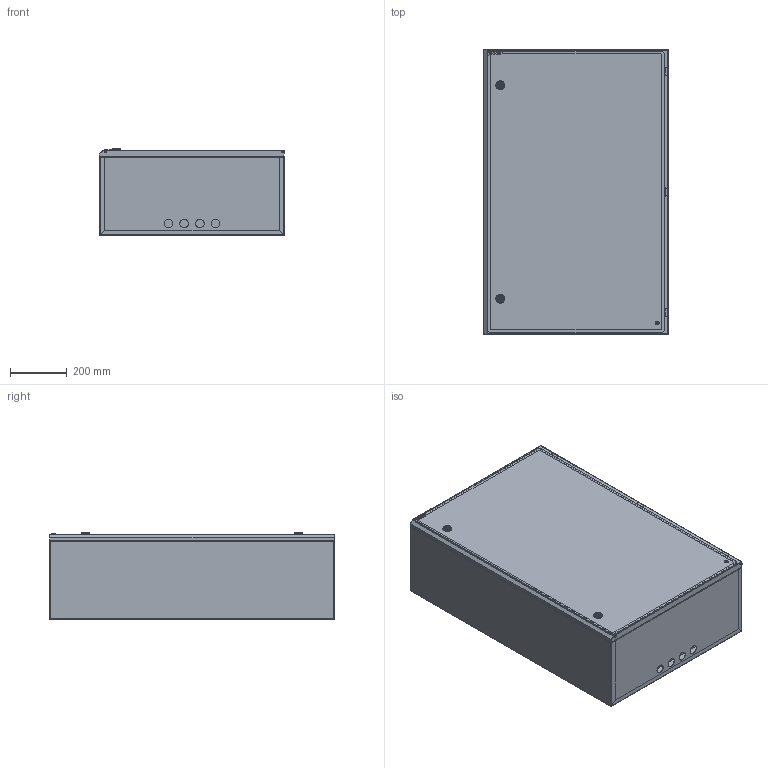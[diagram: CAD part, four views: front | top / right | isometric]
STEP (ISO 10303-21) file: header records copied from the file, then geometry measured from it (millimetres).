
FILE_DESCRIPTION (( 'STEP AP214' ), '1' );
FILE_NAME ('ÙÌÏã-100õ65õ30 ÌÈ-460.00.00.000 ÑÁ.STEP', '2017-08-30T12:36:42', ( 'Admin' ), ( '' ), 'SwSTEP 2.0', 'SolidWorks 2017', '' );
FILE_SCHEMA (( 'AUTOMOTIVE_DESIGN' ));
Length unit declared in the file: millimetre
Products named in the file (19): Íàâåñêà íà êîðïóñ ïîä êëåïêó; ÌÈ-460.00.00.001 Ïàíåëü ìîíòàæíàÿ; hex flange nut_din_Hexagon Flange Nut DIN 6923 - M6 - N; ÌÈ-460.02.00.000 Äâåðü â ñáîðå; 呧蜦 3D; Ïåòëÿ íà äâåðü ï-îáðàçíàÿ; Çàìîê áîëüøîé; ÓÊíà äâåðü; ﾌﾈ-460.02.00.001 ﾄ粢; ÌÈ-460.01.00.000 Êîðïóñ â ñáîðå; ÌÈ-460.01.00.002 Ñòåíêà íèæíÿÿ; ÌÈ-460.01.00.001 Ñòåíêà âåðõíÿÿ; ÌÈ-460.01.01.000 Ñòåíêà çàäíÿÿ â ñáîðå ; Øïèëüêà Ì6õ12; Øïèëüêà ïðèâàðíàÿ Ì6õ20 DIN 13918; ÌÈ-460.01.01.001 Ñòåíêà çàäíÿÿ; ÙÌÏã-100õ65õ30 ÌÈ-460.00.00.000 ÑÁ; split pin_din_DIN 94-4x56-C-St; rivet 02_din_DIN 660-5x8-St-A-2
Assembly tree (43 placements, depth 4):
  ÙÌÏã-100õ65õ30 ÌÈ-460.00.00.000 ÑÁ
    ÌÈ-460.01.00.000 Êîðïóñ â ñáîðå
      ÌÈ-460.01.01.000 Ñòåíêà çàäíÿÿ â ñáîðå 
        ÌÈ-460.01.01.001 Ñòåíêà çàäíÿÿ
        Øïèëüêà ïðèâàðíàÿ Ì6õ20 DIN 13918  x6
        Øïèëüêà Ì6õ12
      ÌÈ-460.01.00.001 Ñòåíêà âåðõíÿÿ
      ÌÈ-460.01.00.002 Ñòåíêà íèæíÿÿ
    ÌÈ-460.02.00.000 Äâåðü â ñáîðå
      ﾌﾈ-460.02.00.001 ﾄ粢
      ÓÊíà äâåðü
      Øïèëüêà Ì6õ12
      Çàìîê áîëüøîé  x2
      Ïåòëÿ íà äâåðü ï-îáðàçíàÿ  x3
      呧蜦 3D
    hex flange nut_din_Hexagon Flange Nut DIN 6923 - M6 - N  x8
    ÌÈ-460.00.00.001 Ïàíåëü ìîíòàæíàÿ
    Íàâåñêà íà êîðïóñ ïîä êëåïêó  x3
    rivet 02_din_DIN 660-5x8-St-A-2  x6
    split pin_din_DIN 94-4x56-C-St  x3
Bounding box: 650 x 1000 x 305.54 mm (x, y, z)
Volume: 3463160.5 mm3; surface area: 6034245.7 mm2
Topology: 47 solids, 57 shells, 1374 faces, 3104 edges, 1874 vertices
Faces by surface type: plane 704, cylinder 414, cone 116, bspline 74, torus 66
Entity records: 25045 total; most frequent: CARTESIAN_POINT 5095, DIRECTION 3597, ORIENTED_EDGE 3418, EDGE_CURVE 1709, AXIS2_PLACEMENT_3D 1255, LINE 1087, VECTOR 1087, VERTEX_POINT 1039
